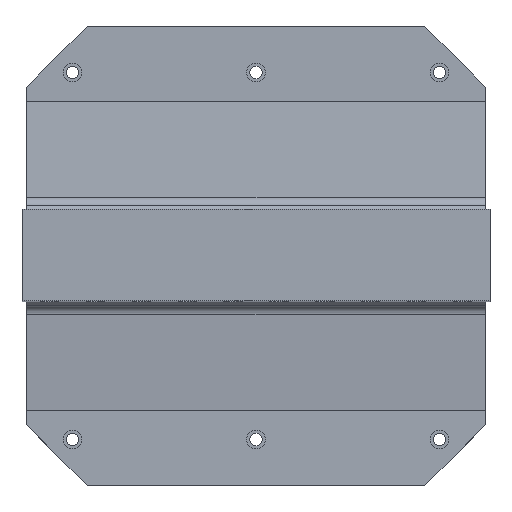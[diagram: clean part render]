
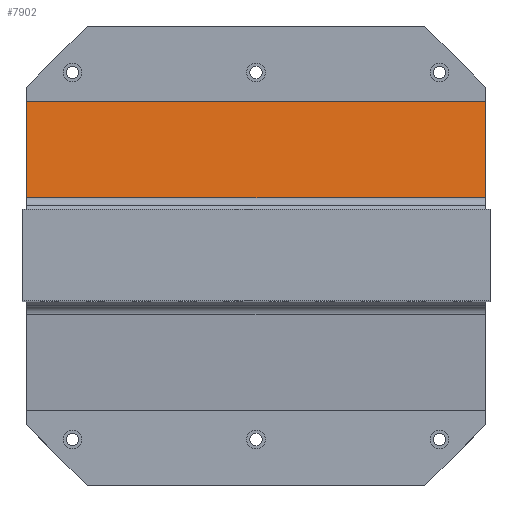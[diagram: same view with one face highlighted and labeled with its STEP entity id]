
A CAD part, top view. The second image highlights one B-rep face of the part: STEP entity #7902.
In plain terms, the highlighted planar face has unit normal (0, 0.087, 0.996).
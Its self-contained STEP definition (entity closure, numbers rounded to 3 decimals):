
#5622=EDGE_CURVE('',#12948,#15052,#16711,.T.);
#5864=EDGE_CURVE('',#15052,#15496,#16986,.T.);
#7902=ADVANCED_FACE('',(#19308),#19309,.T.);
#8764=EDGE_CURVE('',#15320,#15496,#20402,.T.);
#8798=EDGE_CURVE('',#15320,#12948,#20440,.T.);
#12948=VERTEX_POINT('',#25142);
#15052=VERTEX_POINT('',#27620);
#15320=VERTEX_POINT('',#27921);
#15496=VERTEX_POINT('',#28120);
#16711=LINE('',#29479,#29480);
#16986=LINE('',#29823,#29824);
#19308=FACE_OUTER_BOUND('',#32795,.T.);
#19309=PLANE('',#32796);
#20402=LINE('',#34139,#34140);
#20440=LINE('',#34194,#34195);
#25142=CARTESIAN_POINT('',(-250.0,63.628,64.131));
#27620=CARTESIAN_POINT('',(250.0,63.628,64.131));
#27921=CARTESIAN_POINT('',(-250.0,168.0,55.));
#28120=CARTESIAN_POINT('',(250.0,168.0,55.));
#29479=CARTESIAN_POINT('',(-250.0,63.628,64.131));
#29480=VECTOR('',#45703,1.0);
#29823=CARTESIAN_POINT('',(250.0,168.0,55.));
#29824=VECTOR('',#46015,1.0);
#32795=EDGE_LOOP('',(#48963,#48964,#48965,#48966));
#32796=AXIS2_PLACEMENT_3D('',#48967,#48968,#48969);
#34139=CARTESIAN_POINT('',(-250.0,168.0,55.));
#34140=VECTOR('',#50424,1.0);
#34194=CARTESIAN_POINT('',(-250.0,168.0,55.));
#34195=VECTOR('',#50459,1.0);
#45703=DIRECTION('',(1.0,0.0,0.0));
#46015=DIRECTION('',(0.0,0.996,-0.087));
#48963=ORIENTED_EDGE('',*,*,#5864,.T.);
#48964=ORIENTED_EDGE('',*,*,#8764,.F.);
#48965=ORIENTED_EDGE('',*,*,#8798,.T.);
#48966=ORIENTED_EDGE('',*,*,#5622,.T.);
#48967=CARTESIAN_POINT('',(-250.0,63.628,64.131));
#48968=DIRECTION('',(-0.0,0.087,0.996));
#48969=DIRECTION('',(1.0,0.0,0.0));
#50424=DIRECTION('',(1.0,0.0,0.0));
#50459=DIRECTION('',(0.0,-0.996,0.087));
